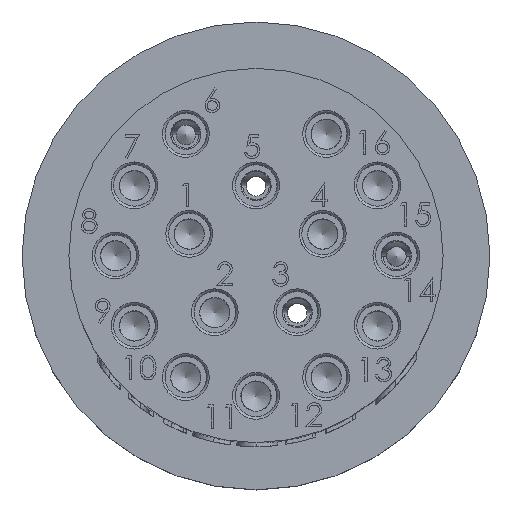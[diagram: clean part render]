
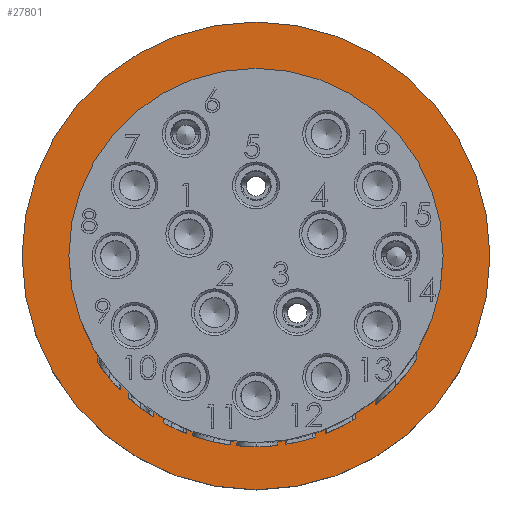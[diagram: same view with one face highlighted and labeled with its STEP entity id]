
A CAD part, top view. The second image highlights one B-rep face of the part: STEP entity #27801.
In plain terms, the highlighted planar face has unit normal (0, 0, 1).
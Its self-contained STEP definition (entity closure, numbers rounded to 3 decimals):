
#445=FACE_BOUND('',#5251,.T.);
#1106=PLANE('',#30272);
#3650=FACE_OUTER_BOUND('',#5250,.T.);
#5250=EDGE_LOOP('',(#23606));
#5251=EDGE_LOOP('',(#23607));
#10296=CIRCLE('',#29919,15.875);
#10300=CIRCLE('',#29930,12.7);
#11864=VERTEX_POINT('',#44956);
#11868=VERTEX_POINT('',#44978);
#15160=EDGE_CURVE('',#11864,#11864,#10296,.T.);
#15171=EDGE_CURVE('',#11868,#11868,#10300,.T.);
#23606=ORIENTED_EDGE('',*,*,#15160,.F.);
#23607=ORIENTED_EDGE('',*,*,#15171,.T.);
#27801=ADVANCED_FACE('',(#3650,#445),#1106,.F.);
#29919=AXIS2_PLACEMENT_3D('',#44958,#34824,#34825);
#29930=AXIS2_PLACEMENT_3D('',#44980,#34853,#34854);
#30272=AXIS2_PLACEMENT_3D('',#59785,#36339,#36340);
#34824=DIRECTION('center_axis',(0.,0.,-1.));
#34825=DIRECTION('ref_axis',(-1.,0.,0.));
#34853=DIRECTION('center_axis',(0.,0.,-1.));
#34854=DIRECTION('ref_axis',(-1.,0.,0.));
#36339=DIRECTION('center_axis',(0.,0.,-1.));
#36340=DIRECTION('ref_axis',(-1.,0.,0.));
#44956=CARTESIAN_POINT('',(15.875,0.,0.));
#44958=CARTESIAN_POINT('Origin',(0.,0.,0.));
#44978=CARTESIAN_POINT('',(-12.7,0.,0.));
#44980=CARTESIAN_POINT('Origin',(0.,0.,0.));
#59785=CARTESIAN_POINT('Origin',(0.,0.,0.));
